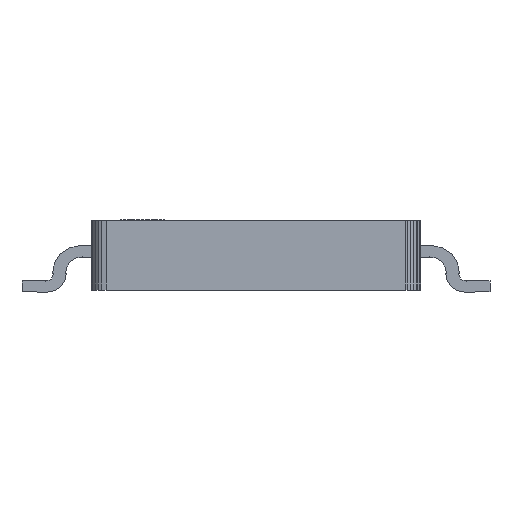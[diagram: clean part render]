
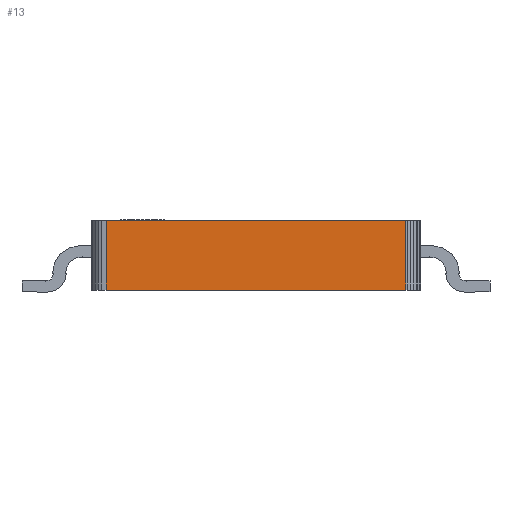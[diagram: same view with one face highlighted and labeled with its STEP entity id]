
A CAD part, front view. The second image highlights one B-rep face of the part: STEP entity #13.
In plain terms, the highlighted planar face has unit normal (0, -1, 0).
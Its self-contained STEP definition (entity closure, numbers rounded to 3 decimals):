
#12 = VERTEX_POINT ( 'NONE', #2243 ) ;
#13 = ADVANCED_FACE ( 'NONE', ( #2242 ), #2237, .T. ) ;
#18 = EDGE_CURVE ( 'NONE', #1544, #12, #2480, .T. ) ;
#29 = ORIENTED_EDGE ( 'NONE', *, *, #18, .T. ) ;
#38 = ORIENTED_EDGE ( 'NONE', *, *, #49, .T. ) ;
#44 = ORIENTED_EDGE ( 'NONE', *, *, #56, .F. ) ;
#48 = VERTEX_POINT ( 'NONE', #273 ) ;
#49 = EDGE_CURVE ( 'NONE', #12, #48, #272, .T. ) ;
#53 = ORIENTED_EDGE ( 'NONE', *, *, #1633, .T. ) ;
#56 = EDGE_CURVE ( 'NONE', #1635, #48, #255, .T. ) ;
#173 = EDGE_LOOP ( 'NONE', ( #29, #38, #44, #53 ) ) ;
#255 = LINE ( 'NONE', #316, #315 ) ;
#269 = DIRECTION ( 'NONE',  ( 1., 0., 0. ) ) ;
#270 = VECTOR ( 'NONE', #269, 1000. ) ;
#271 = CARTESIAN_POINT ( 'NONE',  ( -2.05, -4.85, 0. ) ) ;
#272 = LINE ( 'NONE', #271, #270 ) ;
#273 = CARTESIAN_POINT ( 'NONE',  ( 2.05, -4.85, 0. ) ) ;
#314 = DIRECTION ( 'NONE',  ( 0., 0., -1. ) ) ;
#315 = VECTOR ( 'NONE', #314, 1000. ) ;
#316 = CARTESIAN_POINT ( 'NONE',  ( 2.05, -4.85, 0. ) ) ;
#884 = CARTESIAN_POINT ( 'NONE',  ( 2.05, -4.85, 0. ) ) ;
#1045 = CARTESIAN_POINT ( 'NONE',  ( -2.05, -4.85, 0.95 ) ) ;
#1145 = DIRECTION ( 'NONE',  ( -1., 0., 0. ) ) ;
#1146 = VECTOR ( 'NONE', #1145, 1000. ) ;
#1147 = CARTESIAN_POINT ( 'NONE',  ( 2.05, -4.85, 0.95 ) ) ;
#1148 = LINE ( 'NONE', #1147, #1146 ) ;
#1205 = CARTESIAN_POINT ( 'NONE',  ( 2.05, -4.85, 0.95 ) ) ;
#1524 = DIRECTION ( 'NONE',  ( 0., -1., 0. ) ) ;
#1544 = VERTEX_POINT ( 'NONE', #1045 ) ;
#1633 = EDGE_CURVE ( 'NONE', #1635, #1544, #1148, .T. ) ;
#1635 = VERTEX_POINT ( 'NONE', #1205 ) ;
#2123 = DIRECTION ( 'NONE',  ( 1., 0., 0. ) ) ;
#2236 = AXIS2_PLACEMENT_3D ( 'NONE', #884, #1524, #2123 ) ;
#2237 = PLANE ( 'NONE',  #2236 ) ;
#2242 = FACE_OUTER_BOUND ( 'NONE', #173, .T. ) ;
#2243 = CARTESIAN_POINT ( 'NONE',  ( -2.05, -4.85, 0. ) ) ;
#2480 = LINE ( 'NONE', #2483, #2482 ) ;
#2481 = DIRECTION ( 'NONE',  ( 0., 0., -1. ) ) ;
#2482 = VECTOR ( 'NONE', #2481, 1000. ) ;
#2483 = CARTESIAN_POINT ( 'NONE',  ( -2.05, -4.85, 0. ) ) ;
